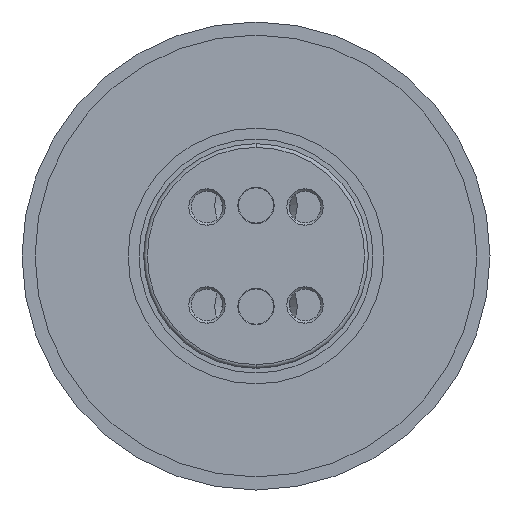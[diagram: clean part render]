
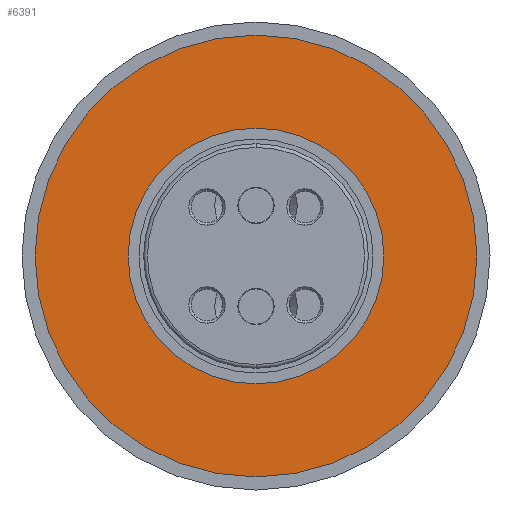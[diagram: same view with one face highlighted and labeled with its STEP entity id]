
A CAD part, front view. The second image highlights one B-rep face of the part: STEP entity #6391.
In plain terms, the highlighted planar face has unit normal (0, -1, 0).
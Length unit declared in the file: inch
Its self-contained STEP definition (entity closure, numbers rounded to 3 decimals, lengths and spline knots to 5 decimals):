
#115 = FACE_OUTER_BOUND ( 'NONE', #2634, .T. ) ;
#121 = FACE_BOUND ( 'NONE', #2638, .T. ) ;
#130 = DIRECTION ( 'NONE',  ( 0., -1., 0. ) ) ;
#131 = CARTESIAN_POINT ( 'NONE',  ( 0., 0., 0. ) ) ;
#178 = DIRECTION ( 'NONE',  ( 0., 0., -1. ) ) ;
#179 = DIRECTION ( 'NONE',  ( 0., 1., 0. ) ) ;
#180 = CARTESIAN_POINT ( 'NONE',  ( 0., 0., 0. ) ) ;
#271 = DIRECTION ( 'NONE',  ( 0., 0., -1. ) ) ;
#979 = AXIS2_PLACEMENT_3D ( 'NONE', #2367, #2358, #2357 ) ;
#1244 = AXIS2_PLACEMENT_3D ( 'NONE', #131, #130, #271 ) ;
#1249 = AXIS2_PLACEMENT_3D ( 'NONE', #180, #179, #178 ) ;
#1311 = AXIS2_PLACEMENT_3D ( 'NONE', #2036, #2035, #2033 ) ;
#1313 = AXIS2_PLACEMENT_3D ( 'NONE', #2048, #2047, #2044 ) ;
#2033 = DIRECTION ( 'NONE',  ( 0., 0., -1. ) ) ;
#2035 = DIRECTION ( 'NONE',  ( 0., 1., 0. ) ) ;
#2036 = CARTESIAN_POINT ( 'NONE',  ( 0., 0., 0. ) ) ;
#2044 = DIRECTION ( 'NONE',  ( 0., 0., -1. ) ) ;
#2047 = DIRECTION ( 'NONE',  ( 0., -1., 0. ) ) ;
#2048 = CARTESIAN_POINT ( 'NONE',  ( 0., 0., 0. ) ) ;
#2110 = CIRCLE ( 'NONE', #1244, 0.3415 ) ;
#2122 = CIRCLE ( 'NONE', #1249, 0.59 ) ;
#2232 = CARTESIAN_POINT ( 'NONE',  ( 0., 0., -0.3415 ) ) ;
#2234 = CARTESIAN_POINT ( 'NONE',  ( 0., 0., 0.59 ) ) ;
#2357 = DIRECTION ( 'NONE',  ( 0., 0., 1. ) ) ;
#2358 = DIRECTION ( 'NONE',  ( 0., 1., 0. ) ) ;
#2362 = PLANE ( 'NONE',  #979 ) ;
#2367 = CARTESIAN_POINT ( 'NONE',  ( -0.31757, 0., -0.49724 ) ) ;
#2634 = EDGE_LOOP ( 'NONE', ( #3306, #3307 ) ) ;
#2638 = EDGE_LOOP ( 'NONE', ( #3309, #3310 ) ) ;
#3306 = ORIENTED_EDGE ( 'NONE', *, *, #4468, .F. ) ;
#3307 = ORIENTED_EDGE ( 'NONE', *, *, #4565, .F. ) ;
#3309 = ORIENTED_EDGE ( 'NONE', *, *, #4465, .F. ) ;
#3310 = ORIENTED_EDGE ( 'NONE', *, *, #4577, .F. ) ;
#4465 = EDGE_CURVE ( 'NONE', #6176, #6309, #5239, .T. ) ;
#4468 = EDGE_CURVE ( 'NONE', #6326, #6174, #5236, .T. ) ;
#4565 = EDGE_CURVE ( 'NONE', #6174, #6326, #2122, .T. ) ;
#4577 = EDGE_CURVE ( 'NONE', #6309, #6176, #2110, .T. ) ;
#5236 = CIRCLE ( 'NONE', #1311, 0.59 ) ;
#5239 = CIRCLE ( 'NONE', #1313, 0.3415 ) ;
#5461 = CARTESIAN_POINT ( 'NONE',  ( 0., 0., -0.59 ) ) ;
#5488 = CARTESIAN_POINT ( 'NONE',  ( 0., 0., 0.3415 ) ) ;
#6174 = VERTEX_POINT ( 'NONE', #2234 ) ;
#6176 = VERTEX_POINT ( 'NONE', #2232 ) ;
#6309 = VERTEX_POINT ( 'NONE', #5488 ) ;
#6326 = VERTEX_POINT ( 'NONE', #5461 ) ;
#6391 = ADVANCED_FACE ( 'NONE', ( #115, #121 ), #2362, .F. ) ;
